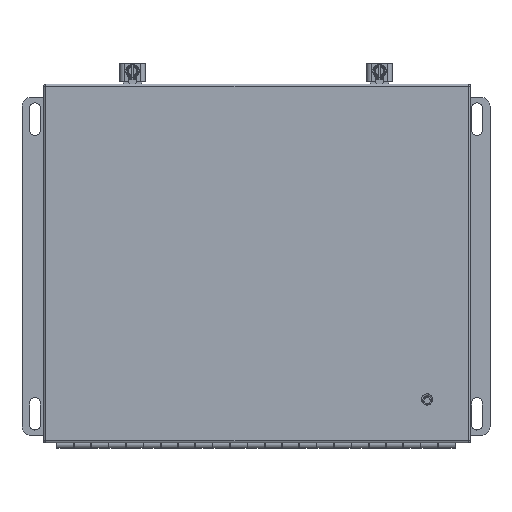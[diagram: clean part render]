
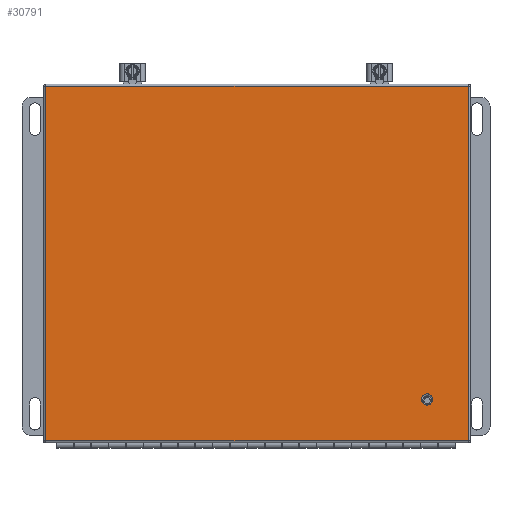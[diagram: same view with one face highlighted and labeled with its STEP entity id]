
A CAD part, top view. The second image highlights one B-rep face of the part: STEP entity #30791.
In plain terms, the highlighted planar face has unit normal (0, 0, 1).
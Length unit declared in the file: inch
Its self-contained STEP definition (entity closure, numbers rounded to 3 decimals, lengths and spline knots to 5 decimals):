
#2433 = EDGE_CURVE ( 'NONE', #13517, #55594, #35100, .T. ) ;
#3801 = VECTOR ( 'NONE', #5204, 39.37008 ) ;
#5204 = DIRECTION ( 'NONE',  ( 1., 0., 0. ) ) ;
#5816 = EDGE_LOOP ( 'NONE', ( #30644 ) ) ;
#6914 = ORIENTED_EDGE ( 'NONE', *, *, #67376, .T. ) ;
#7937 = EDGE_LOOP ( 'NONE', ( #24569, #6914, #24909, #42860 ) ) ;
#8358 = CARTESIAN_POINT ( 'NONE',  ( -0.00496, -0.03567, 6.185 ) ) ;
#12322 = AXIS2_PLACEMENT_3D ( 'NONE', #31267, #53567, #48349 ) ;
#13517 = VERTEX_POINT ( 'NONE', #37061 ) ;
#13999 = VECTOR ( 'NONE', #58679, 39.37008 ) ;
#16731 = EDGE_CURVE ( 'NONE', #39288, #39288, #47947, .T. ) ;
#19125 = EDGE_CURVE ( 'NONE', #58713, #13517, #30485, .T. ) ;
#24569 = ORIENTED_EDGE ( 'NONE', *, *, #2433, .T. ) ;
#24909 = ORIENTED_EDGE ( 'NONE', *, *, #47981, .T. ) ;
#29058 = CARTESIAN_POINT ( 'NONE',  ( 12.19, -0.03567, 6.185 ) ) ;
#29919 = CARTESIAN_POINT ( 'NONE',  ( -0.00496, 8.18576, 6.185 ) ) ;
#30419 = DIRECTION ( 'NONE',  ( 0., 0., -1. ) ) ;
#30485 = LINE ( 'NONE', #59082, #37281 ) ;
#30644 = ORIENTED_EDGE ( 'NONE', *, *, #16731, .T. ) ;
#30791 = ADVANCED_FACE ( 'NONE', ( #40791, #63139 ), #35977, .F. ) ;
#31267 = CARTESIAN_POINT ( 'NONE',  ( 10.99727, 1.15587, 6.185 ) ) ;
#34947 = LINE ( 'NONE', #45705, #3801 ) ;
#35100 = LINE ( 'NONE', #29919, #35777 ) ;
#35777 = VECTOR ( 'NONE', #46600, 39.37008 ) ;
#35977 = PLANE ( 'NONE',  #61268 ) ;
#36002 = CARTESIAN_POINT ( 'NONE',  ( 12.19, 8.18576, 6.185 ) ) ;
#37061 = CARTESIAN_POINT ( 'NONE',  ( -0.00496, 10.19, 6.185 ) ) ;
#37281 = VECTOR ( 'NONE', #54226, 39.37008 ) ;
#39288 = VERTEX_POINT ( 'NONE', #61965 ) ;
#40791 = FACE_OUTER_BOUND ( 'NONE', #7937, .T. ) ;
#41977 = CARTESIAN_POINT ( 'NONE',  ( 12.19, 10.19, 6.185 ) ) ;
#42860 = ORIENTED_EDGE ( 'NONE', *, *, #19125, .T. ) ;
#45296 = VERTEX_POINT ( 'NONE', #29058 ) ;
#45705 = CARTESIAN_POINT ( 'NONE',  ( 12.24985, -0.03567, 6.185 ) ) ;
#46600 = DIRECTION ( 'NONE',  ( 0., -1., 0. ) ) ;
#47947 = CIRCLE ( 'NONE', #12322, 0.15655 ) ;
#47981 = EDGE_CURVE ( 'NONE', #45296, #58713, #64268, .T. ) ;
#48349 = DIRECTION ( 'NONE',  ( -1., 0., 0. ) ) ;
#53075 = DIRECTION ( 'NONE',  ( -1., 0., 0. ) ) ;
#53567 = DIRECTION ( 'NONE',  ( 0., 0., -1. ) ) ;
#54226 = DIRECTION ( 'NONE',  ( -1., 0., 0. ) ) ;
#55594 = VERTEX_POINT ( 'NONE', #8358 ) ;
#58657 = CARTESIAN_POINT ( 'NONE',  ( 12.24985, 8.18576, 6.185 ) ) ;
#58679 = DIRECTION ( 'NONE',  ( 0., 1., 0. ) ) ;
#58713 = VERTEX_POINT ( 'NONE', #41977 ) ;
#59082 = CARTESIAN_POINT ( 'NONE',  ( 12.24985, 10.19, 6.185 ) ) ;
#61268 = AXIS2_PLACEMENT_3D ( 'NONE', #58657, #30419, #53075 ) ;
#61965 = CARTESIAN_POINT ( 'NONE',  ( 10.84072, 1.15587, 6.185 ) ) ;
#63139 = FACE_BOUND ( 'NONE', #5816, .T. ) ;
#64268 = LINE ( 'NONE', #36002, #13999 ) ;
#67376 = EDGE_CURVE ( 'NONE', #55594, #45296, #34947, .T. ) ;
